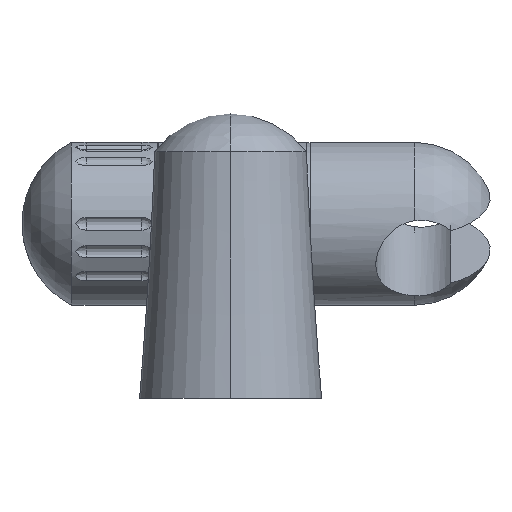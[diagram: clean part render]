
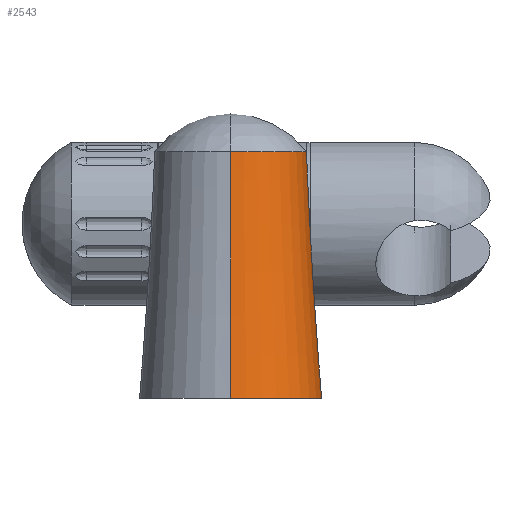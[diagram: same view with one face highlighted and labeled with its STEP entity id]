
A CAD part, front view. The second image highlights one B-rep face of the part: STEP entity #2543.
In plain terms, the highlighted toroidal (fillet/blend) face has major radius 1518.82 mm and minor radius 1500 mm.
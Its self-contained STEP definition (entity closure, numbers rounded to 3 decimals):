
#338=CARTESIAN_POINT('',(12.5,-274.28,46.));
#339=CARTESIAN_POINT('',(12.5,-274.22,45.098));
#340=CARTESIAN_POINT('',(12.306,-273.96,43.389));
#341=CARTESIAN_POINT('',(11.598,-273.318,41.173));
#342=CARTESIAN_POINT('',(10.658,-272.615,39.374));
#343=CARTESIAN_POINT('',(9.528,-271.903,37.837));
#344=CARTESIAN_POINT('',(8.241,-271.229,36.545));
#345=CARTESIAN_POINT('',(6.832,-270.631,35.484));
#346=CARTESIAN_POINT('',(5.286,-270.12,34.626));
#347=CARTESIAN_POINT('',(3.605,-269.724,33.986));
#348=CARTESIAN_POINT('',(1.835,-269.474,33.591));
#349=CARTESIAN_POINT('',(0.614,-269.415,33.5));
#350=CARTESIAN_POINT('',(0.,-269.415,33.5));
#355=CARTESIAN_POINT('',(0.,1227.815,
124.612));
#356=DIRECTION('',(-1.,0.,0.));
#357=DIRECTION('',(0.,-0.997,-0.083));
#358=AXIS2_PLACEMENT_3D('',#355,#356,#357);
#363=CARTESIAN_POINT('',(0.,-291.,0.));
#364=DIRECTION('',(0.,0.,1.));
#365=DIRECTION('',(0.,-1.,0.));
#366=AXIS2_PLACEMENT_3D('',#363,#364,#365);
#371=CARTESIAN_POINT('',(0.,-1809.815,124.612));
#372=DIRECTION('',(1.,0.,0.));
#373=DIRECTION('',(0.,0.997,-0.083));
#374=AXIS2_PLACEMENT_3D('',#371,#372,#373);
#379=CARTESIAN_POINT('',(0.,1227.815,124.612));
#380=DIRECTION('',(-1.,0.,0.));
#381=DIRECTION('',(0.,-0.999,-0.044));
#382=AXIS2_PLACEMENT_3D('',#379,#380,#381);
#387=CARTESIAN_POINT('',(0.,-270.727,58.5));
#388=CARTESIAN_POINT('',(0.889,-270.727,58.5));
#389=CARTESIAN_POINT('',(2.705,-270.834,58.316));
#390=CARTESIAN_POINT('',(5.495,-271.371,57.352));
#391=CARTESIAN_POINT('',(7.898,-272.15,55.826));
#392=CARTESIAN_POINT('',(9.921,-273.038,53.784));
#393=CARTESIAN_POINT('',(11.418,-273.831,51.344));
#394=CARTESIAN_POINT('',(12.313,-274.311,48.679));
#395=CARTESIAN_POINT('',(12.5,-274.337,46.883));
#396=CARTESIAN_POINT('',(12.5,-274.28,46.));
#401=CARTESIAN_POINT('',(0.,-269.415,33.5));
#427=CARTESIAN_POINT('',(0.,-270.727,58.5));
#464=CARTESIAN_POINT('',(0.,-291.,65.));
#465=DIRECTION('',(0.,0.,1.));
#466=DIRECTION('',(0.,-1.,0.));
#467=AXIS2_PLACEMENT_3D('',#464,#465,#466);
#2011=CARTESIAN_POINT('',(0.,-315.,0.));
#2012=CARTESIAN_POINT('',(0.,-311.,65.));
#2013=VERTEX_POINT('',#2011);
#2014=VERTEX_POINT('',#2012);
#2017=CARTESIAN_POINT('',(0.,-271.,65.));
#2018=VERTEX_POINT('',#2017);
#2019=CARTESIAN_POINT('',(0.,-267.,0.));
#2020=VERTEX_POINT('',#2019);
#2025=VERTEX_POINT('',#401);
#2027=VERTEX_POINT('',#427);
#2028=VERTEX_POINT('',#338);
#2524=CARTESIAN_POINT('',(0.,-291.,124.612));
#2525=DIRECTION('',(0.,0.,-1.));
#2526=DIRECTION('',(0.,-1.,0.));
#2527=AXIS2_PLACEMENT_3D('',#2524,#2525,#2526);
#2528=TOROIDAL_SURFACE('',#2527,1518.815,1500.);
#2529=ORIENTED_EDGE('',*,*,#2468,.T.);
#2531=ORIENTED_EDGE('',*,*,#2530,.F.);
#2533=ORIENTED_EDGE('',*,*,#2532,.F.);
#2535=ORIENTED_EDGE('',*,*,#2534,.T.);
#2537=ORIENTED_EDGE('',*,*,#2536,.T.);
#2539=ORIENTED_EDGE('',*,*,#2538,.F.);
#2540=ORIENTED_EDGE('',*,*,#2500,.T.);
#2541=EDGE_LOOP('',(#2529,#2531,#2533,#2535,#2537,#2539,#2540));
#2542=FACE_OUTER_BOUND('',#2541,.F.);
#2543=ADVANCED_FACE('',(#2542),#2528,.F.);
#351=B_SPLINE_CURVE_WITH_KNOTS('',3,(#338,#339,#340,#341,#342,#343,#344,#345,
#346,#347,#348,#349,#350),.UNSPECIFIED.,.F.,.F.,(4,1,1,1,1,1,1,1,1,1,4),(0.,
0.1,0.2,0.3,0.4,0.5,0.6,0.7,0.8,0.9,1.),.UNSPECIFIED.);
#359=CIRCLE('',#358,1500.);
#367=CIRCLE('',#366,24.);
#375=CIRCLE('',#374,1500.);
#383=CIRCLE('',#382,1500.);
#397=B_SPLINE_CURVE_WITH_KNOTS('',3,(#387,#388,#389,#390,#391,#392,#393,#394,
#395,#396),.UNSPECIFIED.,.F.,.F.,(4,1,1,1,1,1,1,4),(0.,0.143,
0.286,0.429,0.571,0.714,
0.857,1.),.UNSPECIFIED.);
#468=CIRCLE('',#467,20.);
#2468=EDGE_CURVE('',#2028,#2025,#351,.T.);
#2500=EDGE_CURVE('',#2027,#2028,#397,.T.);
#2530=EDGE_CURVE('',#2020,#2025,#359,.T.);
#2532=EDGE_CURVE('',#2013,#2020,#367,.T.);
#2534=EDGE_CURVE('',#2013,#2014,#375,.T.);
#2536=EDGE_CURVE('',#2014,#2018,#468,.T.);
#2538=EDGE_CURVE('',#2027,#2018,#383,.T.);
